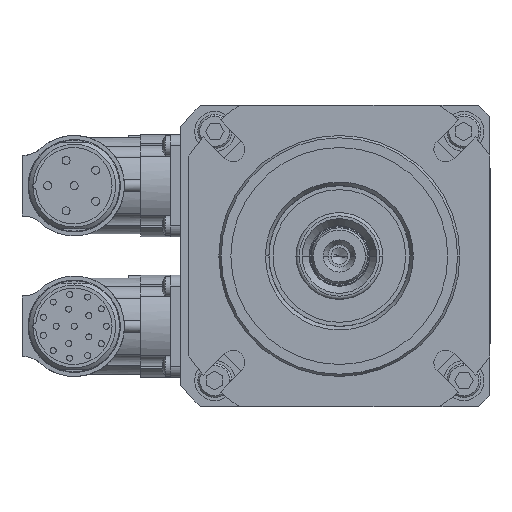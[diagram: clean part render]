
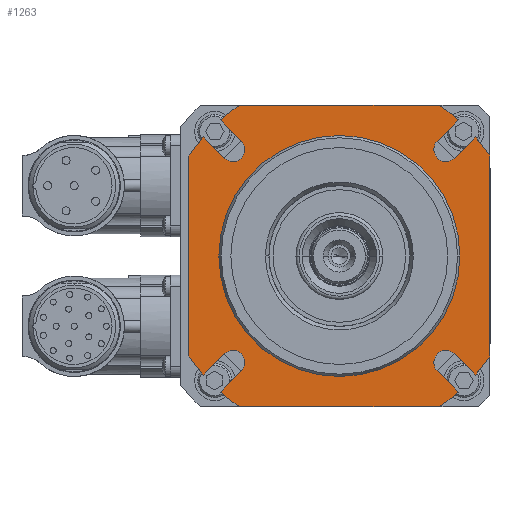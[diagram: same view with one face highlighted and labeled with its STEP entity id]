
A CAD part, left-side view. The second image highlights one B-rep face of the part: STEP entity #1263.
In plain terms, the highlighted planar face has unit normal (-1, 0, 0).
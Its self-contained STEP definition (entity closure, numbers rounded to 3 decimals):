
#94=CARTESIAN_POINT('',(-48.5,0.,0.));
#95=DIRECTION('',(-1.,0.,0.));
#96=DIRECTION('',(0.,1.,0.));
#97=AXIS2_PLACEMENT_3D('',#94,#95,#96);
#99=CARTESIAN_POINT('',(-48.5,0.,0.));
#100=DIRECTION('',(1.,0.,0.));
#101=DIRECTION('',(0.,1.,0.));
#102=AXIS2_PLACEMENT_3D('',#99,#100,#101);
#104=CARTESIAN_POINT('',(-48.5,0.,0.));
#105=DIRECTION('',(-1.,0.,0.));
#106=DIRECTION('',(0.,-0.553,-0.833));
#107=AXIS2_PLACEMENT_3D('',#104,#105,#106);
#109=CARTESIAN_POINT('',(-48.5,0.,0.));
#110=DIRECTION('',(-1.,0.,0.));
#111=DIRECTION('',(0.,0.658,-0.753));
#112=AXIS2_PLACEMENT_3D('',#109,#110,#111);
#114=DIRECTION('',(0.,-0.707,0.707));
#115=VECTOR('',#114,7.52);
#116=CARTESIAN_POINT('',(-48.5,29.63,-33.869));
#117=LINE('',#116,#115);
#118=CARTESIAN_POINT('',(-48.5,26.517,-26.517));
#119=DIRECTION('',(-1.,0.,0.));
#120=DIRECTION('',(0.,-0.735,-0.678));
#121=AXIS2_PLACEMENT_3D('',#118,#119,#120);
#123=DIRECTION('',(0.,0.707,-0.707));
#124=VECTOR('',#123,7.52);
#125=CARTESIAN_POINT('',(-48.5,28.551,-24.312));
#126=LINE('',#125,#124);
#127=CARTESIAN_POINT('',(-48.5,0.,0.));
#128=DIRECTION('',(-1.,0.,0.));
#129=DIRECTION('',(0.,0.833,-0.553));
#130=AXIS2_PLACEMENT_3D('',#127,#128,#129);
#132=CARTESIAN_POINT('',(-48.5,0.,0.));
#133=DIRECTION('',(-1.,0.,0.));
#134=DIRECTION('',(0.,0.753,0.658));
#135=AXIS2_PLACEMENT_3D('',#132,#133,#134);
#137=DIRECTION('',(0.,-0.707,-0.707));
#138=VECTOR('',#137,7.52);
#139=CARTESIAN_POINT('',(-48.5,33.869,29.63));
#140=LINE('',#139,#138);
#141=CARTESIAN_POINT('',(-48.5,26.517,26.517));
#142=DIRECTION('',(-1.,0.,0.));
#143=DIRECTION('',(0.,0.678,-0.735));
#144=AXIS2_PLACEMENT_3D('',#141,#142,#143);
#146=DIRECTION('',(0.,0.707,0.707));
#147=VECTOR('',#146,7.52);
#148=CARTESIAN_POINT('',(-48.5,24.312,28.551));
#149=LINE('',#148,#147);
#150=CARTESIAN_POINT('',(-48.5,0.,0.));
#151=DIRECTION('',(-1.,0.,0.));
#152=DIRECTION('',(0.,0.553,0.833));
#153=AXIS2_PLACEMENT_3D('',#150,#151,#152);
#155=CARTESIAN_POINT('',(-48.5,0.,0.));
#156=DIRECTION('',(-1.,0.,0.));
#157=DIRECTION('',(0.,-0.658,0.753));
#158=AXIS2_PLACEMENT_3D('',#155,#156,#157);
#160=DIRECTION('',(0.,0.707,-0.707));
#161=VECTOR('',#160,7.52);
#162=CARTESIAN_POINT('',(-48.5,-29.63,33.869));
#163=LINE('',#162,#161);
#164=CARTESIAN_POINT('',(-48.5,-26.517,26.517));
#165=DIRECTION('',(-1.,0.,0.));
#166=DIRECTION('',(0.,0.735,0.678));
#167=AXIS2_PLACEMENT_3D('',#164,#165,#166);
#169=DIRECTION('',(0.,-0.707,0.707));
#170=VECTOR('',#169,7.52);
#171=CARTESIAN_POINT('',(-48.5,-28.551,24.312));
#172=LINE('',#171,#170);
#173=CARTESIAN_POINT('',(-48.5,0.,0.));
#174=DIRECTION('',(-1.,0.,0.));
#175=DIRECTION('',(0.,-0.833,0.553));
#176=AXIS2_PLACEMENT_3D('',#173,#174,#175);
#178=CARTESIAN_POINT('',(-48.5,0.,0.));
#179=DIRECTION('',(-1.,0.,0.));
#180=DIRECTION('',(0.,-0.753,-0.658));
#181=AXIS2_PLACEMENT_3D('',#178,#179,#180);
#183=DIRECTION('',(0.,0.707,0.707));
#184=VECTOR('',#183,7.52);
#185=CARTESIAN_POINT('',(-48.5,-33.869,-29.63));
#186=LINE('',#185,#184);
#187=CARTESIAN_POINT('',(-48.5,-26.517,-26.517));
#188=DIRECTION('',(-1.,0.,0.));
#189=DIRECTION('',(0.,-0.678,0.735));
#190=AXIS2_PLACEMENT_3D('',#187,#188,#189);
#192=DIRECTION('',(0.,-0.707,-0.707));
#193=VECTOR('',#192,7.52);
#194=CARTESIAN_POINT('',(-48.5,-24.312,-28.551));
#195=LINE('',#194,#193);
#248=DIRECTION('',(0.,1.,0.));
#249=VECTOR('',#248,49.749);
#250=CARTESIAN_POINT('',(-48.5,-24.875,-37.5));
#251=LINE('',#250,#249);
#322=DIRECTION('',(0.,0.,-1.));
#323=VECTOR('',#322,49.749);
#324=CARTESIAN_POINT('',(-48.5,-37.5,24.875));
#325=LINE('',#324,#323);
#442=DIRECTION('',(0.,-1.,0.));
#443=VECTOR('',#442,49.749);
#444=CARTESIAN_POINT('',(-48.5,24.875,37.5));
#445=LINE('',#444,#443);
#582=DIRECTION('',(0.,0.,1.));
#583=VECTOR('',#582,49.749);
#584=CARTESIAN_POINT('',(-48.5,37.5,-24.875));
#585=LINE('',#584,#583);
#818=CARTESIAN_POINT('',(-48.5,24.875,37.5));
#819=VERTEX_POINT('',#818);
#820=CARTESIAN_POINT('',(-48.5,37.5,24.875));
#821=VERTEX_POINT('',#820);
#822=CARTESIAN_POINT('',(-48.5,29.63,33.869));
#823=VERTEX_POINT('',#822);
#824=CARTESIAN_POINT('',(-48.5,33.869,29.63));
#825=VERTEX_POINT('',#824);
#842=CARTESIAN_POINT('',(-48.5,24.875,-37.5));
#843=VERTEX_POINT('',#842);
#844=CARTESIAN_POINT('',(-48.5,37.5,-24.875));
#845=VERTEX_POINT('',#844);
#846=CARTESIAN_POINT('',(-48.5,33.869,-29.63));
#847=VERTEX_POINT('',#846);
#848=CARTESIAN_POINT('',(-48.5,29.63,-33.869));
#849=VERTEX_POINT('',#848);
#866=CARTESIAN_POINT('',(-48.5,-37.5,-24.875));
#867=VERTEX_POINT('',#866);
#868=CARTESIAN_POINT('',(-48.5,-24.875,-37.5));
#869=VERTEX_POINT('',#868);
#870=CARTESIAN_POINT('',(-48.5,-29.63,-33.869));
#871=VERTEX_POINT('',#870);
#872=CARTESIAN_POINT('',(-48.5,-33.869,-29.63));
#873=VERTEX_POINT('',#872);
#890=CARTESIAN_POINT('',(-48.5,-24.875,37.5));
#891=VERTEX_POINT('',#890);
#892=CARTESIAN_POINT('',(-48.5,-37.5,24.875));
#893=VERTEX_POINT('',#892);
#894=CARTESIAN_POINT('',(-48.5,-33.869,29.63));
#895=VERTEX_POINT('',#894);
#896=CARTESIAN_POINT('',(-48.5,-29.63,33.869));
#897=VERTEX_POINT('',#896);
#898=CARTESIAN_POINT('',(-48.5,28.551,24.312));
#899=VERTEX_POINT('',#898);
#900=CARTESIAN_POINT('',(-48.5,24.312,28.551));
#901=VERTEX_POINT('',#900);
#902=CARTESIAN_POINT('',(-48.5,24.312,-28.551));
#903=VERTEX_POINT('',#902);
#904=CARTESIAN_POINT('',(-48.5,28.551,-24.312));
#905=VERTEX_POINT('',#904);
#906=CARTESIAN_POINT('',(-48.5,-28.551,-24.312));
#907=VERTEX_POINT('',#906);
#908=CARTESIAN_POINT('',(-48.5,-24.312,-28.551));
#909=VERTEX_POINT('',#908);
#910=CARTESIAN_POINT('',(-48.5,-24.312,28.551));
#911=VERTEX_POINT('',#910);
#912=CARTESIAN_POINT('',(-48.5,-28.551,24.312));
#913=VERTEX_POINT('',#912);
#990=CARTESIAN_POINT('',(-48.5,30.,0.));
#991=CARTESIAN_POINT('',(-48.5,-30.,0.));
#992=VERTEX_POINT('',#990);
#993=VERTEX_POINT('',#991);
#1204=CARTESIAN_POINT('',(-48.5,0.,0.));
#1205=DIRECTION('',(-1.,0.,0.));
#1206=DIRECTION('',(0.,1.,0.));
#1207=AXIS2_PLACEMENT_3D('',#1204,#1205,#1206);
#1208=PLANE('',#1207);
#1210=ORIENTED_EDGE('',*,*,#1209,.F.);
#1212=ORIENTED_EDGE('',*,*,#1211,.T.);
#1214=ORIENTED_EDGE('',*,*,#1213,.F.);
#1216=ORIENTED_EDGE('',*,*,#1215,.T.);
#1218=ORIENTED_EDGE('',*,*,#1217,.T.);
#1220=ORIENTED_EDGE('',*,*,#1219,.T.);
#1222=ORIENTED_EDGE('',*,*,#1221,.F.);
#1224=ORIENTED_EDGE('',*,*,#1223,.T.);
#1226=ORIENTED_EDGE('',*,*,#1225,.F.);
#1228=ORIENTED_EDGE('',*,*,#1227,.T.);
#1230=ORIENTED_EDGE('',*,*,#1229,.T.);
#1232=ORIENTED_EDGE('',*,*,#1231,.T.);
#1234=ORIENTED_EDGE('',*,*,#1233,.F.);
#1236=ORIENTED_EDGE('',*,*,#1235,.T.);
#1238=ORIENTED_EDGE('',*,*,#1237,.F.);
#1240=ORIENTED_EDGE('',*,*,#1239,.T.);
#1242=ORIENTED_EDGE('',*,*,#1241,.T.);
#1244=ORIENTED_EDGE('',*,*,#1243,.T.);
#1246=ORIENTED_EDGE('',*,*,#1245,.F.);
#1248=ORIENTED_EDGE('',*,*,#1247,.T.);
#1250=ORIENTED_EDGE('',*,*,#1249,.F.);
#1252=ORIENTED_EDGE('',*,*,#1251,.T.);
#1254=ORIENTED_EDGE('',*,*,#1253,.T.);
#1256=ORIENTED_EDGE('',*,*,#1255,.T.);
#1257=EDGE_LOOP('',(#1210,#1212,#1214,#1216,#1218,#1220,#1222,#1224,#1226,#1228,
#1230,#1232,#1234,#1236,#1238,#1240,#1242,#1244,#1246,#1248,#1250,#1252,#1254,
#1256));
#1258=FACE_OUTER_BOUND('',#1257,.F.);
#1259=ORIENTED_EDGE('',*,*,#1184,.T.);
#1260=ORIENTED_EDGE('',*,*,#1198,.F.);
#1261=EDGE_LOOP('',(#1259,#1260));
#1262=FACE_BOUND('',#1261,.F.);
#1263=ADVANCED_FACE('',(#1258,#1262),#1208,.T.);
#98=CIRCLE('',#97,30.);
#103=CIRCLE('',#102,30.);
#108=CIRCLE('',#107,45.);
#113=CIRCLE('',#112,45.);
#122=CIRCLE('',#121,3.);
#131=CIRCLE('',#130,45.);
#136=CIRCLE('',#135,45.);
#145=CIRCLE('',#144,3.);
#154=CIRCLE('',#153,45.);
#159=CIRCLE('',#158,45.);
#168=CIRCLE('',#167,3.);
#177=CIRCLE('',#176,45.);
#182=CIRCLE('',#181,45.);
#191=CIRCLE('',#190,3.);
#1184=EDGE_CURVE('',#992,#993,#98,.T.);
#1198=EDGE_CURVE('',#992,#993,#103,.T.);
#1209=EDGE_CURVE('',#869,#871,#108,.T.);
#1211=EDGE_CURVE('',#869,#843,#251,.T.);
#1213=EDGE_CURVE('',#849,#843,#113,.T.);
#1215=EDGE_CURVE('',#849,#903,#117,.T.);
#1217=EDGE_CURVE('',#903,#905,#122,.T.);
#1219=EDGE_CURVE('',#905,#847,#126,.T.);
#1221=EDGE_CURVE('',#845,#847,#131,.T.);
#1223=EDGE_CURVE('',#845,#821,#585,.T.);
#1225=EDGE_CURVE('',#825,#821,#136,.T.);
#1227=EDGE_CURVE('',#825,#899,#140,.T.);
#1229=EDGE_CURVE('',#899,#901,#145,.T.);
#1231=EDGE_CURVE('',#901,#823,#149,.T.);
#1233=EDGE_CURVE('',#819,#823,#154,.T.);
#1235=EDGE_CURVE('',#819,#891,#445,.T.);
#1237=EDGE_CURVE('',#897,#891,#159,.T.);
#1239=EDGE_CURVE('',#897,#911,#163,.T.);
#1241=EDGE_CURVE('',#911,#913,#168,.T.);
#1243=EDGE_CURVE('',#913,#895,#172,.T.);
#1245=EDGE_CURVE('',#893,#895,#177,.T.);
#1247=EDGE_CURVE('',#893,#867,#325,.T.);
#1249=EDGE_CURVE('',#873,#867,#182,.T.);
#1251=EDGE_CURVE('',#873,#907,#186,.T.);
#1253=EDGE_CURVE('',#907,#909,#191,.T.);
#1255=EDGE_CURVE('',#909,#871,#195,.T.);
